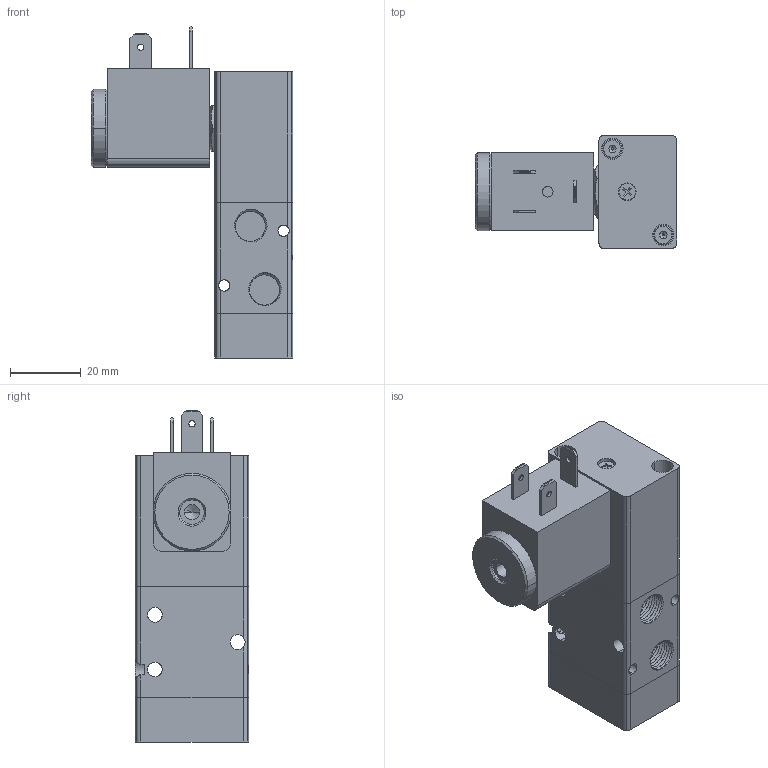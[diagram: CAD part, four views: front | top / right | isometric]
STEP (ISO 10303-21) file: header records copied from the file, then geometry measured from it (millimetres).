
FILE_DESCRIPTION((''),'2;1');
FILE_NAME('00_059_3.stp','2003-01-02T14:46:58',('Branislav Petkovic'),('AZ Pneumatica'),'AutoCAD STEP 2000i','AutoCAD 2000i','Via J. F. Kennedy, 26, 20020 Misinto (MI), ITALY');
FILE_SCHEMA(('CONFIG_CONTROL_DESIGN'));
Length unit declared in the file: millimetre
Products named in the file (11): 00_059_3; 321 TELO; PART1; X21 KOTVA ME90L; PART2A; STEZAC; PODLOSKA; X21 OPRUGA; PART2; MAGNET; PART1A
Assembly tree (10 placements, depth 3):
  00_059_3
    321 TELO
      PART1
    X21 KOTVA ME90L
      PART2A
      STEZAC
      PODLOSKA
    X21 OPRUGA
      PART2
    MAGNET
      PART1A
Bounding box: 57 x 32 x 93.9 mm (x, y, z)
Surface area: 24007 mm2 (no closed solid volume)
Topology: 0 solids, 6 shells, 337 faces, 885 edges, 583 vertices
Faces by surface type: cylinder 169, plane 128, cone 26, bspline 14
Entity records: 19905 total; most frequent: CARTESIAN_POINT 11555, ORIENTED_EDGE 1766, DIRECTION 1603, EDGE_CURVE 883, AXIS2_PLACEMENT_3D 590, VERTEX_POINT 583, VECTOR 423, LINE 423
